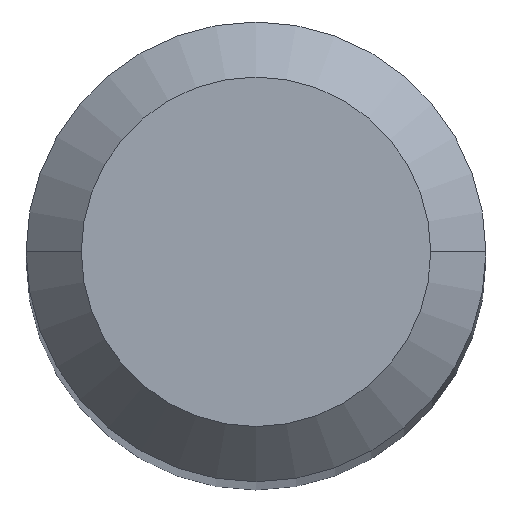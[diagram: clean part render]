
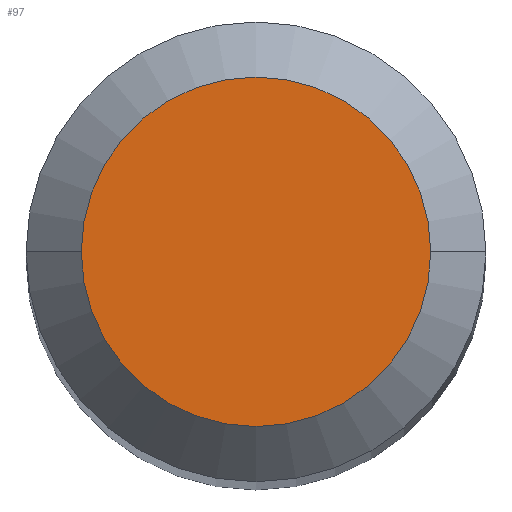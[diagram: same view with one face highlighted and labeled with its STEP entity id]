
A CAD part, top view. The second image highlights one B-rep face of the part: STEP entity #97.
In plain terms, the highlighted planar face has unit normal (0, 0, 1).
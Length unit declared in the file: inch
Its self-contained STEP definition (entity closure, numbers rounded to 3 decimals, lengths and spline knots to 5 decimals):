
#4 = DIRECTION ( 'NONE',  ( 0., 0., 1. ) ) ;
#9 = ORIENTED_EDGE ( 'NONE', *, *, #35, .T. ) ;
#21 = CARTESIAN_POINT ( 'NONE',  ( -0.0475, 0., 0. ) ) ;
#35 = EDGE_CURVE ( 'NONE', #481, #65, #482, .T. ) ;
#54 = CARTESIAN_POINT ( 'NONE',  ( 0.0475, 0., 0. ) ) ;
#65 = VERTEX_POINT ( 'NONE', #21 ) ;
#90 = ORIENTED_EDGE ( 'NONE', *, *, #356, .T. ) ;
#95 = DIRECTION ( 'NONE',  ( -1., 0., 0. ) ) ;
#97 = ADVANCED_FACE ( 'NONE', ( #421 ), #501, .F. ) ;
#101 = DIRECTION ( 'NONE',  ( 1., 0., 0. ) ) ;
#106 = CIRCLE ( 'NONE', #412, 0.0475 ) ;
#167 = DIRECTION ( 'NONE',  ( 0., 0., -1. ) ) ;
#170 = AXIS2_PLACEMENT_3D ( 'NONE', #248, #489, #101 ) ;
#203 = CARTESIAN_POINT ( 'NONE',  ( 0., 0.0475, 0. ) ) ;
#248 = CARTESIAN_POINT ( 'NONE',  ( 0., 0., 0. ) ) ;
#356 = EDGE_CURVE ( 'NONE', #65, #481, #106, .T. ) ;
#398 = EDGE_LOOP ( 'NONE', ( #90, #9 ) ) ;
#412 = AXIS2_PLACEMENT_3D ( 'NONE', #478, #4, #434 ) ;
#421 = FACE_OUTER_BOUND ( 'NONE', #398, .T. ) ;
#434 = DIRECTION ( 'NONE',  ( 1., 0., 0. ) ) ;
#468 = AXIS2_PLACEMENT_3D ( 'NONE', #203, #167, #95 ) ;
#478 = CARTESIAN_POINT ( 'NONE',  ( 0., 0., 0. ) ) ;
#481 = VERTEX_POINT ( 'NONE', #54 ) ;
#482 = CIRCLE ( 'NONE', #170, 0.0475 ) ;
#489 = DIRECTION ( 'NONE',  ( 0., 0., 1. ) ) ;
#501 = PLANE ( 'NONE',  #468 ) ;
